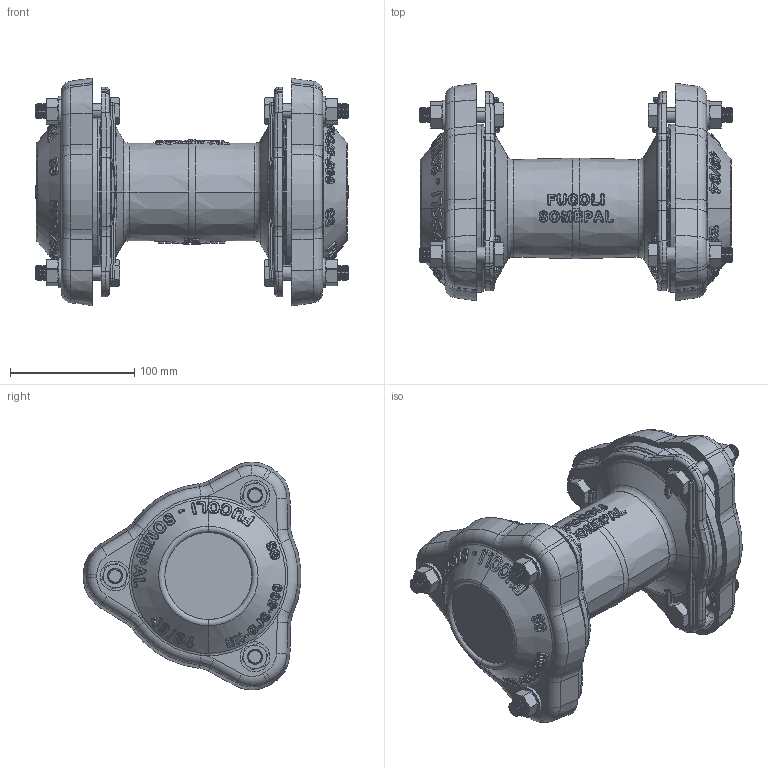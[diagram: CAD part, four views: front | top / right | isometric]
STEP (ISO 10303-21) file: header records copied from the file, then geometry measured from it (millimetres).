
FILE_DESCRIPTION (( 'STEP AP214' ), '1' );
FILE_NAME ('Junta Multimateriais GFIX_MED 49-64.STEP', '2014-09-15T08:59:54', ( '' ), ( '' ), 'SwSTEP 2.0', 'SolidWorks 2014', '' );
FILE_SCHEMA (( 'AUTOMOTIVE_DESIGN' ));
Length unit declared in the file: millimetre
Products named in the file (1): Junta Multimateriais GFIX_MED 49-64
Bounding box: 251.08 x 174.82 x 183.16 mm (x, y, z)
Volume: 2381436.9 mm3; surface area: 248777.3 mm2
Topology: 19 solids, 19 shells, 3639 faces, 8745 edges, 5265 vertices
Faces by surface type: bspline 1590, cone 1103, cylinder 538, plane 228, torus 156, sphere 24
Entity records: 289584 total; most frequent: CARTESIAN_POINT 179018, ORIENTED_EDGE 17490, DIRECTION 10044, EDGE_CURVE 8745, VERTEX_POINT 5265, B_SPLINE_CURVE_WITH_KNOTS 4926, AXIS2_PLACEMENT_3D 4185, EDGE_LOOP 3808
